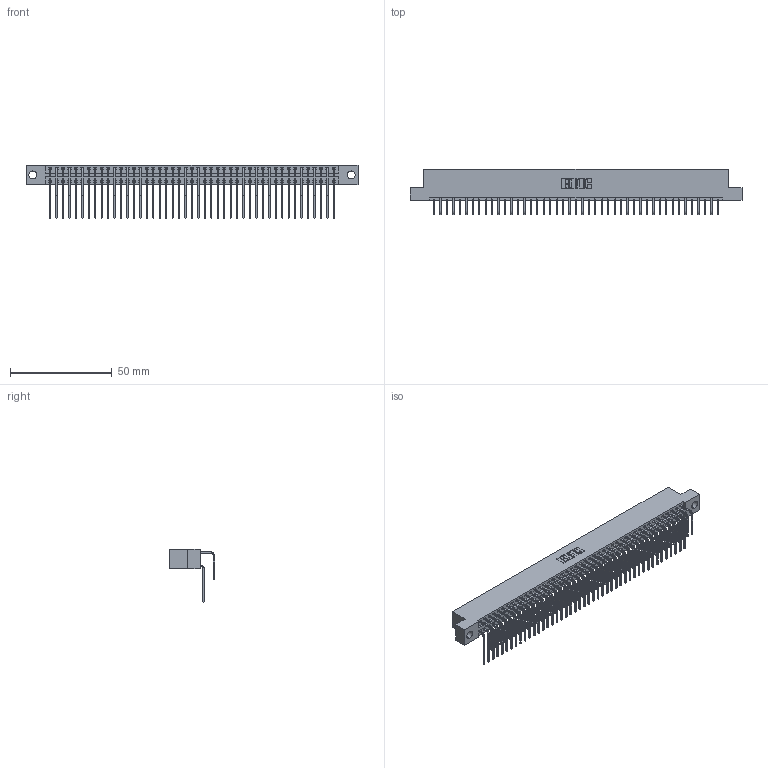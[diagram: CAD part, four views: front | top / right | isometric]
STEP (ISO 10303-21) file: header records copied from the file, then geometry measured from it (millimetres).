
FILE_DESCRIPTION (( 'STEP AP203' ), '1' );
FILE_NAME ('396-090-558-204.STEP', '2018-09-12T06:55:44', ( '' ), ( '' ), 'SwSTEP 2.0', 'SolidWorks 2016', '' );
FILE_SCHEMA (( 'CONFIG_CONTROL_DESIGN' ));
Length unit declared in the file: inch
Products named in the file (4): 346 Part_Flush Mounting Lugs - 0.156 Dia-TH; 345-292-001_558 559 Tail - 1; 345-292-001_558 Tail - 2; 396-090-558-204
Assembly tree (91 placements, depth 2):
  396-090-558-204
    346 Part_Flush Mounting Lugs - 0.156 Dia-TH
    345-292-001_558 559 Tail - 1  x45
    345-292-001_558 Tail - 2  x45
Bounding box: 163.45 x 22.16 x 26.16 mm (x, y, z)
Volume: 16392.9 mm3; surface area: 24884.4 mm2
Topology: 91 solids, 91 shells, 4982 faces, 14819 edges, 9758 vertices
Faces by surface type: plane 3406, cylinder 1576
Entity records: 30751 total; most frequent: CARTESIAN_POINT 5115, ORIENTED_EDGE 4998, DIRECTION 4531, EDGE_CURVE 2499, VECTOR 2147, LINE 2147, VERTEX_POINT 1662, AXIS2_PLACEMENT_3D 1192
